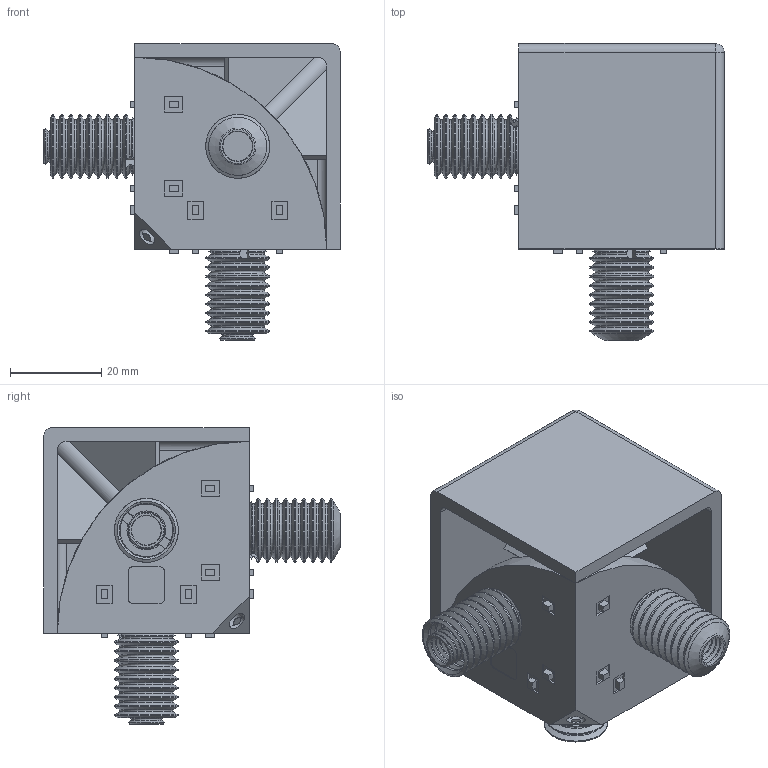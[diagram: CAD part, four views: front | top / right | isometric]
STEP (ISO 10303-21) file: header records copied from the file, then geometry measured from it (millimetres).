
FILE_DESCRIPTION(/* description */ ('STEP AP203'),/* implementation_level */ '2;1');
FILE_NAME(/* name */ 'PCA45-01FI.STEP',/* time_stamp */ '2022-07-01T11:21:55+02:00',/* author */ ('stefan.nesic'),/* organization */ (''),/* preprocessor_version */ 'ST-DEVELOPER v18.1',/* originating_system */ 'Autodesk Inventor 2021',/* authorisation */ '');
FILE_SCHEMA (('AUTOMOTIVE_DESIGN { 1 0 10303 214 3 1 1 }'));
Length unit declared in the file: millimetre
Products named in the file (1): PCA45-01FI
Bounding box: 65 x 65 x 65 mm (x, y, z)
Volume: 43583 mm3; surface area: 31643.5 mm2
Topology: 8 solids, 8 shells, 616 faces, 1543 edges, 967 vertices
Faces by surface type: plane 224, cone 196, cylinder 105, torus 90, sphere 1
Full cylindrical faces by diameter (mm): 4 x1, 4.1 x1, 8 x48, 8.5 x3, 14 x27, 15.24 x3
Entity records: 18899 total; most frequent: CARTESIAN_POINT 3829, DIRECTION 3339, ORIENTED_EDGE 3078, EDGE_CURVE 1539, AXIS2_PLACEMENT_3D 1297, VERTEX_POINT 967, LINE 745, VECTOR 745
